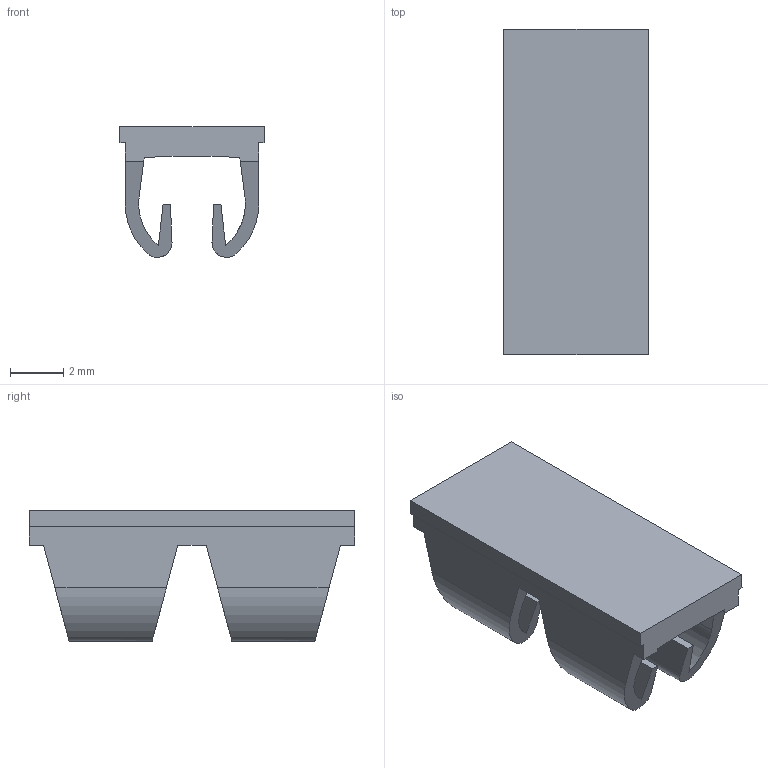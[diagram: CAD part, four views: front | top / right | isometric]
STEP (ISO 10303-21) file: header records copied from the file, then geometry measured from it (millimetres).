
FILE_DESCRIPTION(('CATIA V5 STEP Exchange','CAx-IF Rec.Pracs.--- Model Styling and Organization---1.5--- 2016-08-15','CAx-IF Rec.Pracs.---Supplemental Geometry---1.0---2011-11-01','CAx-IF Rec.Pracs.--- Composite Materials ---1.1---2010-07-15'),'2;1');
FILE_NAME ('1204845-1_0', '2025-09-23T06:42:39+00:00', ('none'), ('Weidmueller'), 'CATIA Version 5-6 Release 2024 SP4', 'CATIA V5 STEP AP214 v3', 'none');
FILE_SCHEMA(('AUTOMOTIVE_DESIGN { 1 0 10303 214 1 1 1 1 }'));
Length unit declared in the file: millimetre
Products named in the file (1): 72181_SFM_3X12_2-5_3-3_MM_GE
Bounding box: 5.4 x 12.2 x 4.9 mm (x, y, z)
Volume: 118.4 mm3; surface area: 369.7 mm2
Topology: 1 solids, 1 shells, 50 faces, 148 edges, 100 vertices
Faces by surface type: plane 37, cylinder 13
Entity records: 1642 total; most frequent: CARTESIAN_POINT 432, ORIENTED_EDGE 296, DIRECTION 170, EDGE_CURVE 148, VECTOR 118, LINE 118, VERTEX_POINT 100, ADVANCED_FACE 50
